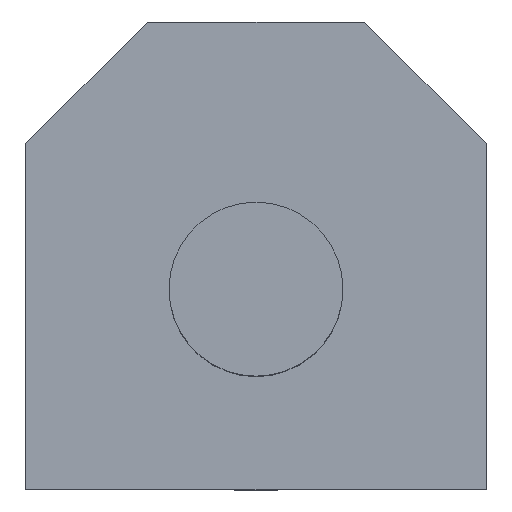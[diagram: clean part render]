
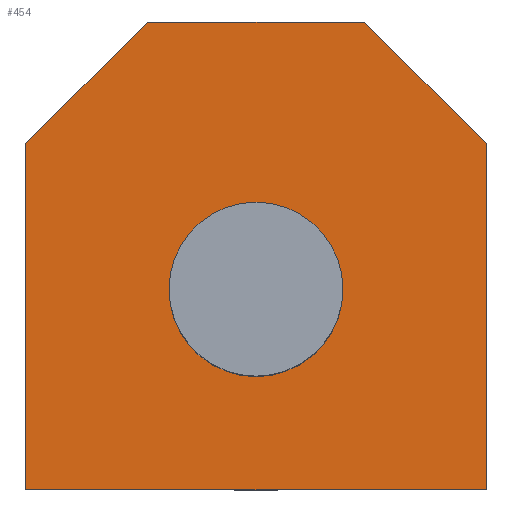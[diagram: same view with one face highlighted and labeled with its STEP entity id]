
A CAD part, top view. The second image highlights one B-rep face of the part: STEP entity #454.
In plain terms, the highlighted planar face has unit normal (0, 0, 1).
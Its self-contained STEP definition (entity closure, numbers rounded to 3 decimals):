
#42=FACE_OUTER_BOUND('',#72,.T.);
#72=EDGE_LOOP('',(#306,#307,#308,#309,#310,#311));
#102=LINE('',#686,#152);
#103=LINE('',#688,#153);
#104=LINE('',#690,#154);
#105=LINE('',#692,#155);
#106=LINE('',#694,#156);
#107=LINE('',#695,#157);
#152=VECTOR('',#548,10.);
#153=VECTOR('',#549,10.);
#154=VECTOR('',#550,10.);
#155=VECTOR('',#551,10.);
#156=VECTOR('',#552,10.);
#157=VECTOR('',#553,10.);
#202=VERTEX_POINT('',#684);
#203=VERTEX_POINT('',#685);
#204=VERTEX_POINT('',#687);
#205=VERTEX_POINT('',#689);
#206=VERTEX_POINT('',#691);
#207=VERTEX_POINT('',#693);
#243=EDGE_CURVE('',#202,#203,#102,.T.);
#244=EDGE_CURVE('',#204,#202,#103,.T.);
#245=EDGE_CURVE('',#205,#204,#104,.T.);
#246=EDGE_CURVE('',#206,#205,#105,.T.);
#247=EDGE_CURVE('',#207,#206,#106,.T.);
#248=EDGE_CURVE('',#203,#207,#107,.T.);
#306=ORIENTED_EDGE('',*,*,#243,.F.);
#307=ORIENTED_EDGE('',*,*,#244,.F.);
#308=ORIENTED_EDGE('',*,*,#245,.F.);
#309=ORIENTED_EDGE('',*,*,#246,.F.);
#310=ORIENTED_EDGE('',*,*,#247,.F.);
#311=ORIENTED_EDGE('',*,*,#248,.F.);
#432=PLANE('',#501);
#454=ADVANCED_FACE('',(#42),#432,.F.);
#501=AXIS2_PLACEMENT_3D('',#683,#546,#547);
#546=DIRECTION('center_axis',(0.,0.,-1.));
#547=DIRECTION('ref_axis',(-1.,0.,0.));
#548=DIRECTION('',(-1.,0.,0.));
#549=DIRECTION('',(0.,-1.,0.));
#550=DIRECTION('',(0.707,-0.707,0.));
#551=DIRECTION('',(1.,0.,0.));
#552=DIRECTION('',(0.707,0.707,0.));
#553=DIRECTION('',(0.,1.,0.));
#683=CARTESIAN_POINT('Origin',(1.5,-0.611,1.5));
#684=CARTESIAN_POINT('',(4.15,-3.3,1.5));
#685=CARTESIAN_POINT('',(-1.15,-3.3,1.5));
#686=CARTESIAN_POINT('',(0.175,-3.3,1.5));
#687=CARTESIAN_POINT('',(4.15,0.675,1.5));
#688=CARTESIAN_POINT('',(4.15,-1.956,1.5));
#689=CARTESIAN_POINT('',(2.747,2.078,1.5));
#690=CARTESIAN_POINT('',(3.809,1.016,1.5));
#691=CARTESIAN_POINT('',(0.253,2.078,1.5));
#692=CARTESIAN_POINT('',(2.124,2.078,1.5));
#693=CARTESIAN_POINT('',(-1.15,0.675,1.5));
#694=CARTESIAN_POINT('',(-0.108,1.717,1.5));
#695=CARTESIAN_POINT('',(-1.15,0.032,1.5));
